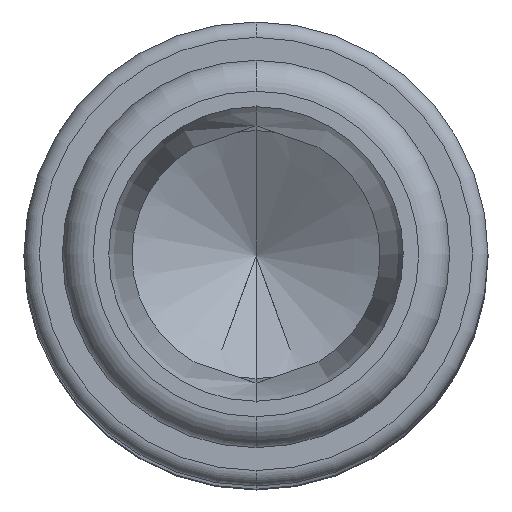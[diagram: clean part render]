
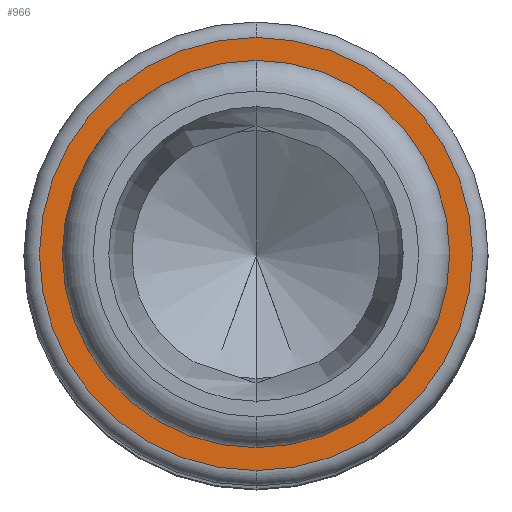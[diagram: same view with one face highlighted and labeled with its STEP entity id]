
A CAD part, top view. The second image highlights one B-rep face of the part: STEP entity #966.
In plain terms, the highlighted planar face has unit normal (0, 0, 1).
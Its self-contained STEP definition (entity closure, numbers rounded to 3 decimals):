
#248=CARTESIAN_POINT('',(0.,0.,11.428));
#249=DIRECTION('',(0.,0.,-1.));
#250=DIRECTION('',(0.,-1.,0.));
#251=AXIS2_PLACEMENT_3D('',#248,#249,#250);
#253=CARTESIAN_POINT('',(0.,0.,11.428));
#254=DIRECTION('',(0.,0.,-1.));
#255=DIRECTION('',(0.,1.,0.));
#256=AXIS2_PLACEMENT_3D('',#253,#254,#255);
#258=CARTESIAN_POINT('',(0.,0.,11.428));
#259=DIRECTION('',(0.,0.,1.));
#260=DIRECTION('',(0.,-1.,0.));
#261=AXIS2_PLACEMENT_3D('',#258,#259,#260);
#263=CARTESIAN_POINT('',(0.,0.,11.428));
#264=DIRECTION('',(0.,0.,1.));
#265=DIRECTION('',(0.,1.,0.));
#266=AXIS2_PLACEMENT_3D('',#263,#264,#265);
#594=CARTESIAN_POINT('',(0.,2.1,11.428));
#595=VERTEX_POINT('',#594);
#596=CARTESIAN_POINT('',(0.,-2.1,11.428));
#597=VERTEX_POINT('',#596);
#598=CARTESIAN_POINT('',(0.,-1.878,11.428));
#599=CARTESIAN_POINT('',(0.,1.878,11.428));
#600=VERTEX_POINT('',#598);
#601=VERTEX_POINT('',#599);
#951=CARTESIAN_POINT('',(0.,0.,11.428));
#952=DIRECTION('',(0.,0.,-1.));
#953=DIRECTION('',(0.,-1.,0.));
#954=AXIS2_PLACEMENT_3D('',#951,#952,#953);
#955=PLANE('',#954);
#956=ORIENTED_EDGE('',*,*,#930,.T.);
#957=ORIENTED_EDGE('',*,*,#946,.T.);
#958=EDGE_LOOP('',(#956,#957));
#959=FACE_OUTER_BOUND('',#958,.F.);
#961=ORIENTED_EDGE('',*,*,#960,.T.);
#963=ORIENTED_EDGE('',*,*,#962,.T.);
#964=EDGE_LOOP('',(#961,#963));
#965=FACE_BOUND('',#964,.F.);
#252=CIRCLE('',#251,2.1);
#257=CIRCLE('',#256,2.1);
#262=CIRCLE('',#261,1.878);
#267=CIRCLE('',#266,1.878);
#930=EDGE_CURVE('',#597,#595,#252,.T.);
#946=EDGE_CURVE('',#595,#597,#257,.T.);
#960=EDGE_CURVE('',#600,#601,#262,.T.);
#962=EDGE_CURVE('',#601,#600,#267,.T.);
#966=ADVANCED_FACE('',(#959,#965),#955,.F.);
